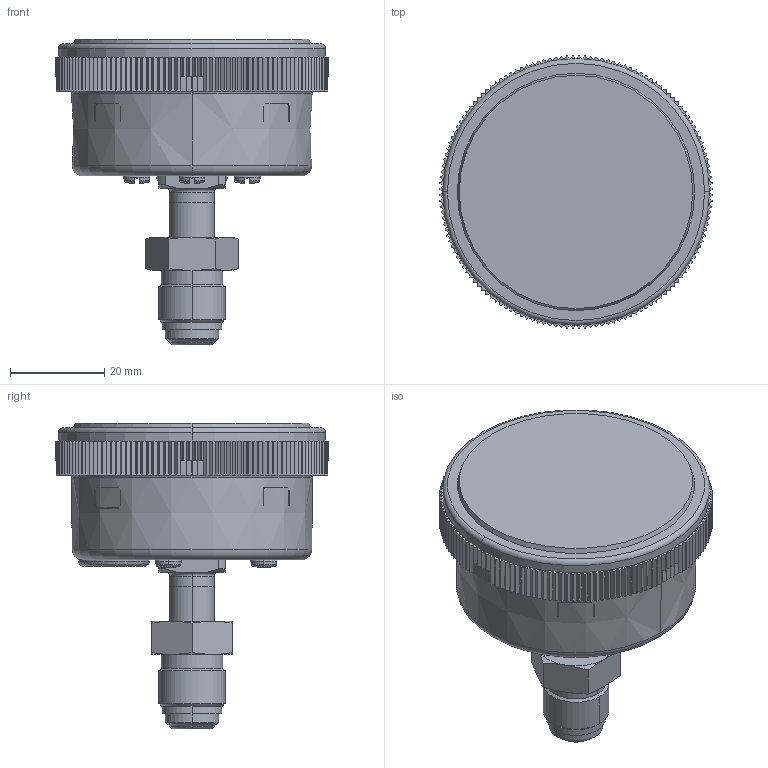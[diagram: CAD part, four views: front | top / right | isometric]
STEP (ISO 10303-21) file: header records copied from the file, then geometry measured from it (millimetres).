
FILE_DESCRIPTION((''),'2;1');
FILE_NAME('52392805______________SW0001','2014-06-16T',('Schmidc01'),(''),'PRO/ENGINEER BY PARAMETRIC TECHNOLOGY CORPORATION, 2013410','PRO/ENGINEER BY PARAMETRIC TECHNOLOGY CORPORATION, 2013410','');
FILE_SCHEMA(('CONFIG_CONTROL_DESIGN'));
Length unit declared in the file: inch
Products named in the file (1): 52392805______________SW0001
Bounding box: 57.79 x 57.79 x 64.8 mm (x, y, z)
Surface area: 21203.8 mm2 (no closed solid volume)
Topology: 0 solids, 27 shells, 603 faces, 1754 edges, 1174 vertices
Faces by surface type: plane 357, cylinder 166, torus 32, cone 32, bspline 16
Entity records: 20543 total; most frequent: CARTESIAN_POINT 4458, ORIENTED_EDGE 3400, DIRECTION 3306, EDGE_CURVE 1754, VECTOR 1184, LINE 1184, VERTEX_POINT 1174, AXIS2_PLACEMENT_3D 1061
